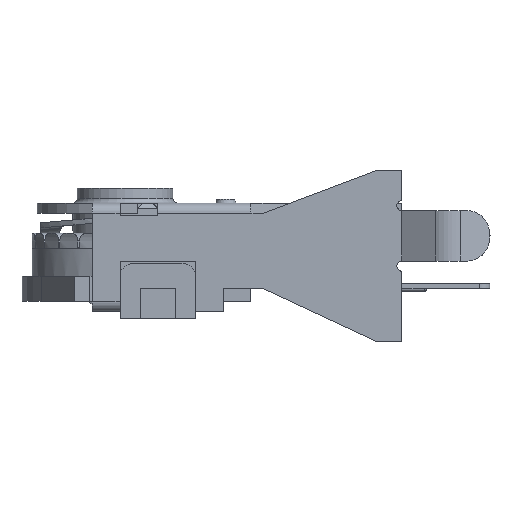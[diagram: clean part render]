
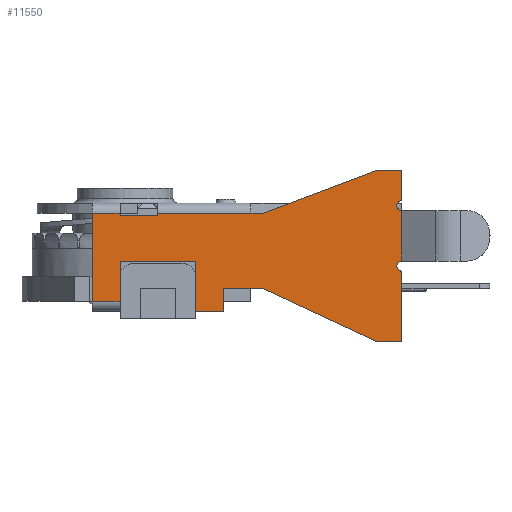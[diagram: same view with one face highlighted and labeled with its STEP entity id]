
A CAD part, front view. The second image highlights one B-rep face of the part: STEP entity #11550.
In plain terms, the highlighted face is planar.
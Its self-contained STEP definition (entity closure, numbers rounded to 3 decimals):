
#663=CIRCLE('',#12447,0.2);
#665=CIRCLE('',#12450,0.2);
#1234=FACE_OUTER_BOUND('',#1844,.T.);
#1844=EDGE_LOOP('',(#10007,#10008,#10009,#10010,#10011,#10012,#10013,#10014,
#10015,#10016,#10017,#10018,#10019,#10020,#10021,#10022,#10023,#10024,#10025,
#10026,#10027,#10028,#10029));
#2963=LINE('',#20226,#4194);
#2999=LINE('',#20313,#4230);
#3002=LINE('',#20318,#4233);
#3003=LINE('',#20322,#4234);
#3006=LINE('',#20328,#4237);
#3009=LINE('',#20332,#4240);
#3010=LINE('',#20334,#4241);
#3011=LINE('',#20336,#4242);
#3012=LINE('',#20338,#4243);
#3013=LINE('',#20340,#4244);
#3014=LINE('',#20342,#4245);
#3015=LINE('',#20344,#4246);
#3016=LINE('',#20346,#4247);
#3017=LINE('',#20348,#4248);
#3018=LINE('',#20350,#4249);
#3019=LINE('',#20352,#4250);
#3020=LINE('',#20354,#4251);
#3021=LINE('',#20356,#4252);
#3022=LINE('',#20358,#4253);
#3023=LINE('',#20359,#4254);
#3024=LINE('',#20360,#4255);
#4194=VECTOR('',#14936,10.);
#4230=VECTOR('',#15008,10.);
#4233=VECTOR('',#15013,10.);
#4234=VECTOR('',#15016,10.);
#4237=VECTOR('',#15021,10.);
#4240=VECTOR('',#15026,10.);
#4241=VECTOR('',#15027,10.);
#4242=VECTOR('',#15028,10.);
#4243=VECTOR('',#15029,10.);
#4244=VECTOR('',#15030,10.);
#4245=VECTOR('',#15031,10.);
#4246=VECTOR('',#15032,10.);
#4247=VECTOR('',#15033,10.);
#4248=VECTOR('',#15034,10.);
#4249=VECTOR('',#15035,10.);
#4250=VECTOR('',#15036,10.);
#4251=VECTOR('',#15037,10.);
#4252=VECTOR('',#15038,10.);
#4253=VECTOR('',#15039,10.);
#4254=VECTOR('',#15040,10.);
#4255=VECTOR('',#15041,10.);
#5382=VERTEX_POINT('',#20223);
#5383=VERTEX_POINT('',#20225);
#5393=VERTEX_POINT('',#20260);
#5395=VERTEX_POINT('',#20266);
#5416=VERTEX_POINT('',#20312);
#5417=VERTEX_POINT('',#20316);
#5418=VERTEX_POINT('',#20320);
#5419=VERTEX_POINT('',#20321);
#5420=VERTEX_POINT('',#20326);
#5421=VERTEX_POINT('',#20327);
#5422=VERTEX_POINT('',#20333);
#5423=VERTEX_POINT('',#20335);
#5424=VERTEX_POINT('',#20337);
#5425=VERTEX_POINT('',#20339);
#5426=VERTEX_POINT('',#20341);
#5427=VERTEX_POINT('',#20343);
#5428=VERTEX_POINT('',#20345);
#5429=VERTEX_POINT('',#20347);
#5430=VERTEX_POINT('',#20349);
#5431=VERTEX_POINT('',#20351);
#5432=VERTEX_POINT('',#20353);
#5433=VERTEX_POINT('',#20355);
#5434=VERTEX_POINT('',#20357);
#6974=EDGE_CURVE('',#5382,#5383,#2963,.T.);
#6992=EDGE_CURVE('',#5393,#5383,#663,.T.);
#6996=EDGE_CURVE('',#5382,#5395,#665,.T.);
#7018=EDGE_CURVE('',#5393,#5416,#2999,.T.);
#7021=EDGE_CURVE('',#5417,#5395,#3002,.T.);
#7022=EDGE_CURVE('',#5418,#5419,#3003,.T.);
#7025=EDGE_CURVE('',#5420,#5421,#3006,.T.);
#7028=EDGE_CURVE('',#5420,#5417,#3009,.T.);
#7029=EDGE_CURVE('',#5421,#5422,#3010,.T.);
#7030=EDGE_CURVE('',#5423,#5422,#3011,.T.);
#7031=EDGE_CURVE('',#5423,#5424,#3012,.T.);
#7032=EDGE_CURVE('',#5424,#5425,#3013,.T.);
#7033=EDGE_CURVE('',#5425,#5426,#3014,.T.);
#7034=EDGE_CURVE('',#5427,#5426,#3015,.T.);
#7035=EDGE_CURVE('',#5427,#5428,#3016,.T.);
#7036=EDGE_CURVE('',#5429,#5428,#3017,.T.);
#7037=EDGE_CURVE('',#5430,#5429,#3018,.T.);
#7038=EDGE_CURVE('',#5431,#5430,#3019,.T.);
#7039=EDGE_CURVE('',#5431,#5432,#3020,.T.);
#7040=EDGE_CURVE('',#5433,#5432,#3021,.T.);
#7041=EDGE_CURVE('',#5434,#5433,#3022,.T.);
#7042=EDGE_CURVE('',#5418,#5434,#3023,.T.);
#7043=EDGE_CURVE('',#5419,#5416,#3024,.T.);
#10007=ORIENTED_EDGE('',*,*,#6992,.T.);
#10008=ORIENTED_EDGE('',*,*,#6974,.F.);
#10009=ORIENTED_EDGE('',*,*,#6996,.T.);
#10010=ORIENTED_EDGE('',*,*,#7021,.F.);
#10011=ORIENTED_EDGE('',*,*,#7028,.F.);
#10012=ORIENTED_EDGE('',*,*,#7025,.T.);
#10013=ORIENTED_EDGE('',*,*,#7029,.T.);
#10014=ORIENTED_EDGE('',*,*,#7030,.F.);
#10015=ORIENTED_EDGE('',*,*,#7031,.T.);
#10016=ORIENTED_EDGE('',*,*,#7032,.T.);
#10017=ORIENTED_EDGE('',*,*,#7033,.T.);
#10018=ORIENTED_EDGE('',*,*,#7034,.F.);
#10019=ORIENTED_EDGE('',*,*,#7035,.T.);
#10020=ORIENTED_EDGE('',*,*,#7036,.F.);
#10021=ORIENTED_EDGE('',*,*,#7037,.F.);
#10022=ORIENTED_EDGE('',*,*,#7038,.F.);
#10023=ORIENTED_EDGE('',*,*,#7039,.T.);
#10024=ORIENTED_EDGE('',*,*,#7040,.F.);
#10025=ORIENTED_EDGE('',*,*,#7041,.F.);
#10026=ORIENTED_EDGE('',*,*,#7042,.F.);
#10027=ORIENTED_EDGE('',*,*,#7022,.T.);
#10028=ORIENTED_EDGE('',*,*,#7043,.T.);
#10029=ORIENTED_EDGE('',*,*,#7018,.F.);
#10985=PLANE('',#12457);
#11550=ADVANCED_FACE('',(#1234),#10985,.T.);
#12447=AXIS2_PLACEMENT_3D('',#20261,#14972,#14973);
#12450=AXIS2_PLACEMENT_3D('',#20269,#14980,#14981);
#12457=AXIS2_PLACEMENT_3D('',#20331,#15024,#15025);
#14936=DIRECTION('',(0.,-1.,0.));
#14972=DIRECTION('center_axis',(0.,0.,-1.));
#14973=DIRECTION('ref_axis',(1.,0.,0.));
#14980=DIRECTION('center_axis',(0.,0.,-1.));
#14981=DIRECTION('ref_axis',(1.,0.,0.));
#15008=DIRECTION('',(0.,-1.,0.));
#15013=DIRECTION('',(0.,-1.,0.));
#15016=DIRECTION('',(0.906,-0.423,0.));
#15021=DIRECTION('',(-0.935,-0.353,0.));
#15024=DIRECTION('center_axis',(0.,0.,1.));
#15025=DIRECTION('ref_axis',(1.,0.,0.));
#15026=DIRECTION('',(1.,0.,0.));
#15027=DIRECTION('',(-1.,0.,0.));
#15028=DIRECTION('',(1.,0.,0.));
#15029=DIRECTION('',(0.,-1.,0.));
#15030=DIRECTION('',(-1.,0.,0.));
#15031=DIRECTION('',(0.,1.,0.));
#15032=DIRECTION('',(1.,0.,0.));
#15033=DIRECTION('',(0.,-1.,0.));
#15034=DIRECTION('',(-1.,0.,0.));
#15035=DIRECTION('',(0.,-1.,0.));
#15036=DIRECTION('',(-1.,0.,0.));
#15037=DIRECTION('',(0.,-1.,0.));
#15038=DIRECTION('',(-1.,0.,0.));
#15039=DIRECTION('',(0.,-1.,0.));
#15040=DIRECTION('',(-1.,0.,0.));
#15041=DIRECTION('',(1.,0.,0.));
#20223=CARTESIAN_POINT('',(11.,0.1,4.85));
#20225=CARTESIAN_POINT('',(11.,-1.9,4.85));
#20226=CARTESIAN_POINT('',(11.,-5.1,4.85));
#20260=CARTESIAN_POINT('',(11.,-2.3,4.85));
#20261=CARTESIAN_POINT('Origin',(11.,-2.1,4.85));
#20266=CARTESIAN_POINT('',(11.,0.5,4.85));
#20269=CARTESIAN_POINT('Origin',(11.,0.3,4.85));
#20312=CARTESIAN_POINT('',(11.,-5.1,4.85));
#20313=CARTESIAN_POINT('',(11.,-5.1,4.85));
#20316=CARTESIAN_POINT('',(11.,1.7,4.85));
#20318=CARTESIAN_POINT('',(11.,-5.1,4.85));
#20320=CARTESIAN_POINT('',(5.5,-3.,4.85));
#20321=CARTESIAN_POINT('',(10.,-5.1,4.85));
#20322=CARTESIAN_POINT('',(2.133,-1.429,4.85));
#20326=CARTESIAN_POINT('',(10.,1.7,4.85));
#20327=CARTESIAN_POINT('',(5.5,0.,4.85));
#20328=CARTESIAN_POINT('',(4.775,-0.274,4.85));
#20331=CARTESIAN_POINT('Origin',(-1.3,0.,4.85));
#20332=CARTESIAN_POINT('',(5.5,1.7,4.85));
#20333=CARTESIAN_POINT('',(5.,0.,4.85));
#20334=CARTESIAN_POINT('',(1.975,0.,4.85));
#20335=CARTESIAN_POINT('',(1.3,0.,4.85));
#20336=CARTESIAN_POINT('',(0.277,0.,4.85));
#20337=CARTESIAN_POINT('',(1.3,-0.1,4.85));
#20338=CARTESIAN_POINT('',(1.3,0.2,4.85));
#20339=CARTESIAN_POINT('',(-0.2,-0.1,4.85));
#20340=CARTESIAN_POINT('',(-0.336,-0.1,4.85));
#20341=CARTESIAN_POINT('',(-0.2,0.,4.85));
#20342=CARTESIAN_POINT('',(-0.2,0.2,4.85));
#20343=CARTESIAN_POINT('',(-1.3,0.,4.85));
#20344=CARTESIAN_POINT('',(0.277,0.,4.85));
#20345=CARTESIAN_POINT('',(-1.3,-3.5,4.85));
#20346=CARTESIAN_POINT('',(-1.3,0.,4.85));
#20347=CARTESIAN_POINT('',(-0.2,-3.5,4.85));
#20348=CARTESIAN_POINT('',(-1.025,-3.5,4.85));
#20349=CARTESIAN_POINT('',(-0.2,-1.9,4.85));
#20350=CARTESIAN_POINT('',(-0.2,-1.9,4.85));
#20351=CARTESIAN_POINT('',(2.8,-1.9,4.85));
#20352=CARTESIAN_POINT('',(-1.3,-1.9,4.85));
#20353=CARTESIAN_POINT('',(2.8,-3.9,4.85));
#20354=CARTESIAN_POINT('',(2.8,-1.9,4.85));
#20355=CARTESIAN_POINT('',(3.9,-3.9,4.85));
#20356=CARTESIAN_POINT('',(3.9,-3.9,4.85));
#20357=CARTESIAN_POINT('',(3.9,-3.,4.85));
#20358=CARTESIAN_POINT('',(3.9,-3.,4.85));
#20359=CARTESIAN_POINT('',(5.5,-3.,4.85));
#20360=CARTESIAN_POINT('',(5.5,-5.1,4.85));
